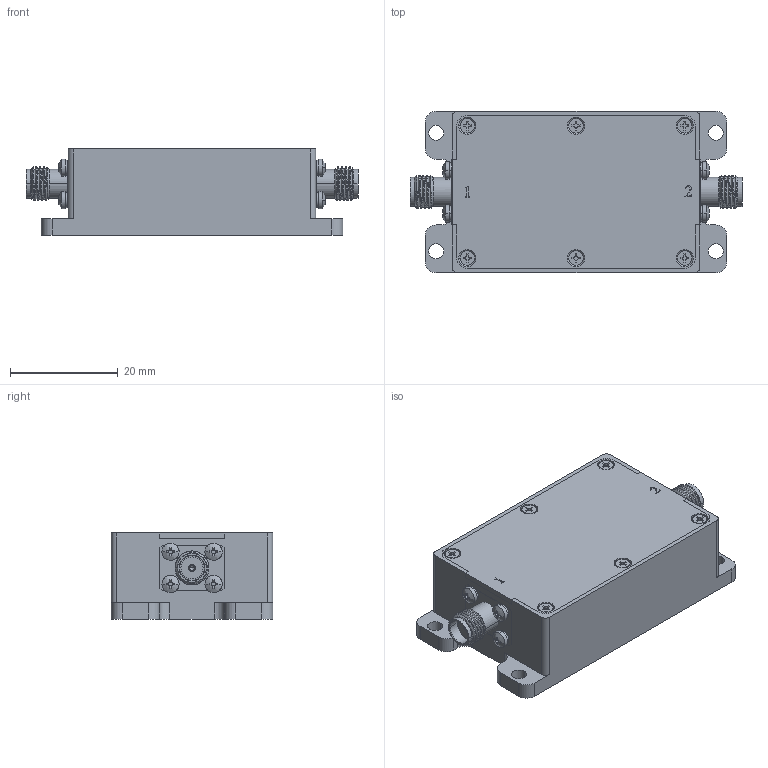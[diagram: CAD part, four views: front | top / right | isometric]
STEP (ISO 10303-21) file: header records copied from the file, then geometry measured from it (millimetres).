
FILE_DESCRIPTION (( 'STEP AP214' ), '1' );
FILE_NAME ('FMIR1054_3D.step', '2025-04-17T16:44:15', ( '' ), ( '' ), 'SwSTEP 2.0', 'SolidWorks 2022', '' );
FILE_SCHEMA (( 'AUTOMOTIVE_DESIGN' ));
Length unit declared in the file: millimetre
Products named in the file (1): FMIR1054_3D
Bounding box: 61.7 x 30 x 16 mm (x, y, z)
Volume: 22916.2 mm3; surface area: 6722.9 mm2
Topology: 1 solids, 9 shells, 758 faces, 2018 edges, 1295 vertices
Faces by surface type: plane 399, cylinder 277, cone 62, bspline 20
Entity records: 25816 total; most frequent: CARTESIAN_POINT 7349, ORIENTED_EDGE 3996, DIRECTION 3719, EDGE_CURVE 1998, AXIS2_PLACEMENT_3D 1298, VERTEX_POINT 1295, VECTOR 1123, LINE 1123
